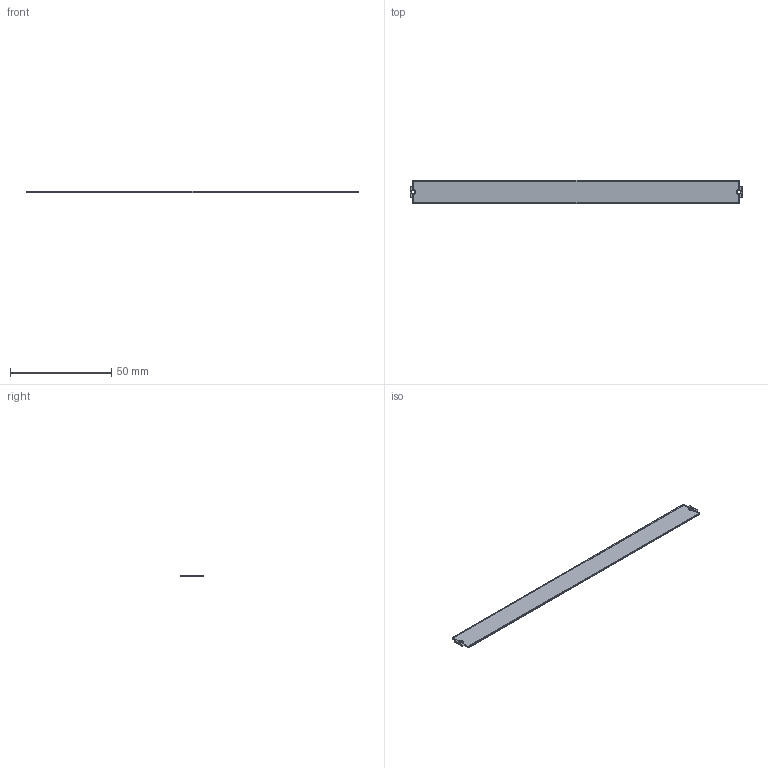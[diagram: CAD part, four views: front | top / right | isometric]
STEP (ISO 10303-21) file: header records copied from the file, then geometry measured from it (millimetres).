
FILE_DESCRIPTION(/* description */ (''),/* implementation_level */ '2;1');
FILE_NAME(/* name */ 'GridfinityBinLabel_X4_12_Blank.step',/* time_stamp */ '2023-09-24T16:27:25+02:00',/* author */ (''),/* organization */ (''),/* preprocessor_version */ 'ST-DEVELOPER v20',/* originating_system */ 'Autodesk Translation Framework v12.9.0.99',/* authorisation */ '');
FILE_SCHEMA (('AUTOMOTIVE_DESIGN { 1 0 10303 214 3 1 1 }'));
Length unit declared in the file: millimetre
Products named in the file (1): GridfinityBinLabel
Bounding box: 163.8 x 11.5 x 0.8 mm (x, y, z)
Volume: 812 mm3; surface area: 4069.1 mm2
Topology: 1 solids, 1 shells, 89 faces, 208 edges, 122 vertices
Faces by surface type: cylinder 46, torus 22, plane 21
Full cylindrical faces by diameter (mm): 1.5 x2
Entity records: 2571 total; most frequent: DIRECTION 496, CARTESIAN_POINT 420, ORIENTED_EDGE 416, EDGE_CURVE 208, AXIS2_PLACEMENT_3D 198, VERTEX_POINT 122, LINE 100, VECTOR 100
